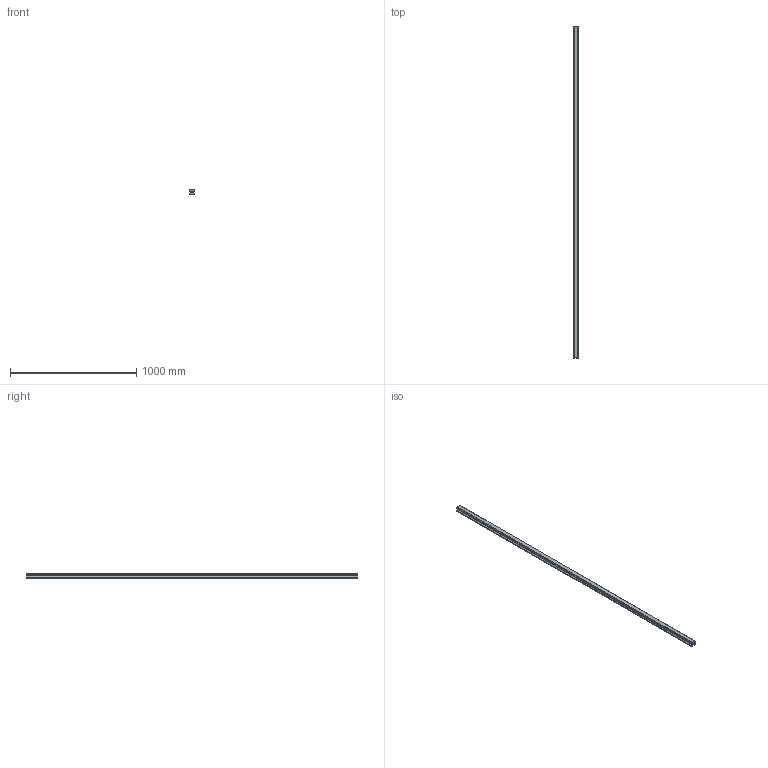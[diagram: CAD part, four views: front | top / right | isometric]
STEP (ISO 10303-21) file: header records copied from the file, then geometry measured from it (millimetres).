
FILE_DESCRIPTION(('STEP AP214'),'1');
FILE_NAME('cctmp_F4119046-125B-4971-A6B0-5FA3CB52BD42_2021_02_01_12_29_06_0320..stp','2021-02-01T11:29:06',('HIWIN GmbH'),('CADClick - www.CADClick.com'),'Spatial InterOp 3D',' ','unknown authorization');
FILE_SCHEMA(('AUTOMOTIVE_DESIGN'));
Length unit declared in the file: millimetre
Products named in the file (1): HGR45T2625C_FILE
Bounding box: 45 x 2625 x 38 mm (x, y, z)
Volume: 3676181.4 mm3; surface area: 475770.1 mm2
Topology: 1 solids, 1 shells, 197 faces, 523 edges, 307 vertices
Faces by surface type: plane 93, cylinder 54, cone 50
Entity records: 7275 total; most frequent: CARTESIAN_POINT 978, DIRECTION 977, ORIENTED_EDGE 946, EDGE_CURVE 473, LINE 365, VECTOR 365, VERTEX_POINT 307, AXIS2_PLACEMENT_3D 306
